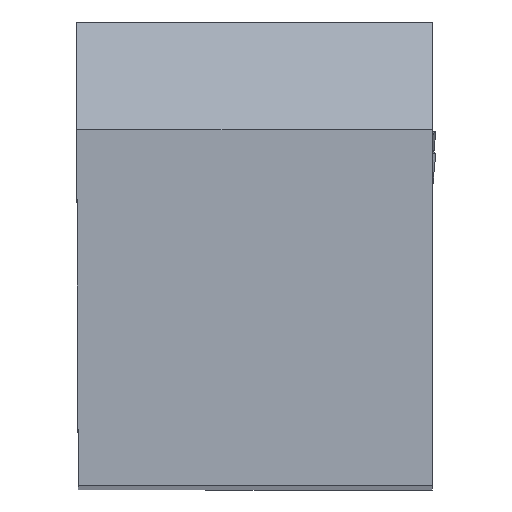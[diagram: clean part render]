
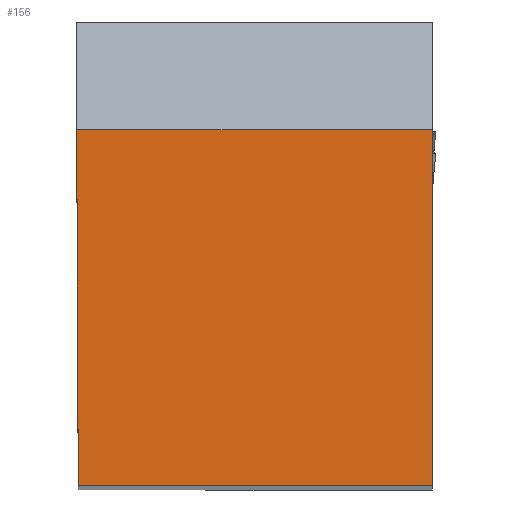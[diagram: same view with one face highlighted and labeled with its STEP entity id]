
A CAD part, top view. The second image highlights one B-rep face of the part: STEP entity #156.
In plain terms, the highlighted planar face has unit normal (0, 0, 1).
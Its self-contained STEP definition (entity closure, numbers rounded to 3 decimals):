
#156=ADVANCED_FACE('BLANK_BOXF006',(#262),#217,.T.);
#217=PLANE('',#1402);
#262=FACE_OUTER_BOUND('',#326,.T.);
#326=EDGE_LOOP('',(#711,#712,#713,#714));
#386=LINE('',#1786,#509);
#410=LINE('',#1866,#533);
#415=LINE('',#1875,#538);
#426=LINE('',#1944,#549);
#509=VECTOR('',#1476,1.);
#533=VECTOR('',#1522,1.);
#538=VECTOR('',#1529,1.);
#549=VECTOR('',#1558,1.);
#711=ORIENTED_EDGE('',*,*,#1147,.T.);
#712=ORIENTED_EDGE('',*,*,#1152,.F.);
#713=ORIENTED_EDGE('',*,*,#1115,.T.);
#714=ORIENTED_EDGE('',*,*,#1171,.T.);
#996=VERTEX_POINT('',#1785);
#997=VERTEX_POINT('',#1787);
#1023=VERTEX_POINT('',#1865);
#1024=VERTEX_POINT('',#1867);
#1115=EDGE_CURVE('',#997,#996,#386,.T.);
#1147=EDGE_CURVE('',#1024,#1023,#410,.T.);
#1152=EDGE_CURVE('',#997,#1023,#415,.T.);
#1171=EDGE_CURVE('',#996,#1024,#426,.T.);
#1402=AXIS2_PLACEMENT_3D('',#1945,#1559,#1560);
#1476=DIRECTION('',(0.,1.,0.));
#1522=DIRECTION('',(0.004,-1.,0.));
#1529=DIRECTION('',(-1.,0.,0.));
#1558=DIRECTION('',(-1.,0.,0.));
#1559=DIRECTION('',(0.,0.,1.));
#1560=DIRECTION('',(1.,0.,0.));
#1785=CARTESIAN_POINT('',(15.9,15.9,0.));
#1786=CARTESIAN_POINT('',(15.9,21.9,0.));
#1787=CARTESIAN_POINT('',(15.9,0.,0.));
#1865=CARTESIAN_POINT('',(0.069,0.,0.));
#1866=CARTESIAN_POINT('',(-0.027,21.996,0.));
#1867=CARTESIAN_POINT('',(0.,15.9,0.));
#1875=CARTESIAN_POINT('',(-22.,0.,0.));
#1944=CARTESIAN_POINT('',(-22.,15.9,0.));
#1945=CARTESIAN_POINT('',(-22.,21.9,0.));
